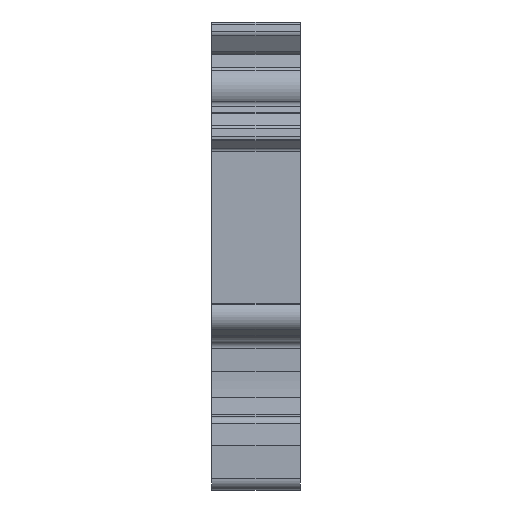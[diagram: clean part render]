
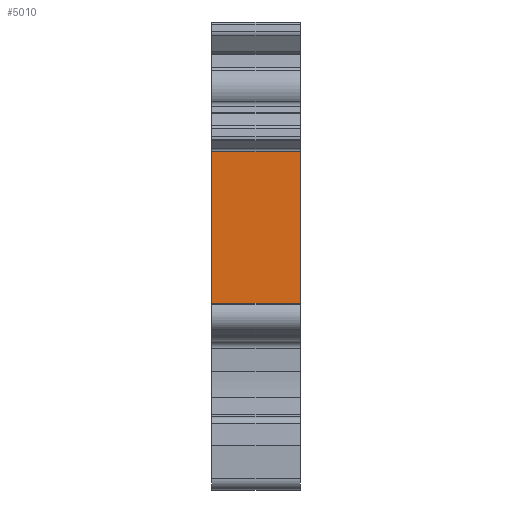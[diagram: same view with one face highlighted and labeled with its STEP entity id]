
A CAD part, left-side view. The second image highlights one B-rep face of the part: STEP entity #5010.
In plain terms, the highlighted planar face has unit normal (-1, 0, 0).
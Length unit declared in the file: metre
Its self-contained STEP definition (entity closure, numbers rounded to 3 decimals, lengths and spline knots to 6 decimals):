
#471=FACE_OUTER_BOUND('',#727,.T.);
#727=EDGE_LOOP('',(#3922,#3923,#3924,#3925));
#938=LINE('',#7291,#1433);
#1091=LINE('',#7905,#1586);
#1219=LINE('',#8203,#1714);
#1220=LINE('',#8205,#1715);
#1433=VECTOR('',#5783,0.013713);
#1586=VECTOR('',#6250,0.013713);
#1714=VECTOR('',#6612,0.008);
#1715=VECTOR('',#6615,0.008);
#1958=VERTEX_POINT('',#7288);
#1959=VERTEX_POINT('',#7290);
#2262=VERTEX_POINT('',#7902);
#2263=VERTEX_POINT('',#7904);
#2445=EDGE_CURVE('',#1959,#1958,#938,.T.);
#2754=EDGE_CURVE('',#2262,#2263,#1091,.T.);
#2906=EDGE_CURVE('',#2263,#1958,#1219,.T.);
#2907=EDGE_CURVE('',#2262,#1959,#1220,.T.);
#3922=ORIENTED_EDGE('',*,*,#2445,.T.);
#3923=ORIENTED_EDGE('',*,*,#2906,.F.);
#3924=ORIENTED_EDGE('',*,*,#2754,.F.);
#3925=ORIENTED_EDGE('',*,*,#2907,.T.);
#4581=PLANE('',#5474);
#5010=ADVANCED_FACE('',(#471),#4581,.F.);
#5474=AXIS2_PLACEMENT_3D('',#8204,#6613,#6614);
#5783=DIRECTION('',(0.,0.,1.));
#6250=DIRECTION('',(0.,0.,1.));
#6612=DIRECTION('',(0.,-1.,0.));
#6613=DIRECTION('center_axis',(1.,0.,0.));
#6614=DIRECTION('ref_axis',(0.,0.,-1.));
#6615=DIRECTION('',(0.,-1.,0.));
#7288=CARTESIAN_POINT('',(-0.04705,0.,0.023288));
#7290=CARTESIAN_POINT('',(-0.04705,0.,0.009575));
#7291=CARTESIAN_POINT('',(-0.04705,0.,0.009575));
#7902=CARTESIAN_POINT('',(-0.04705,0.008,0.009575));
#7904=CARTESIAN_POINT('',(-0.04705,0.008,0.023288));
#7905=CARTESIAN_POINT('',(-0.04705,0.008,0.009575));
#8203=CARTESIAN_POINT('',(-0.04705,0.008,0.023288));
#8204=CARTESIAN_POINT('Origin',(-0.04705,0.00795,0.023288));
#8205=CARTESIAN_POINT('',(-0.04705,0.008,0.009575));
